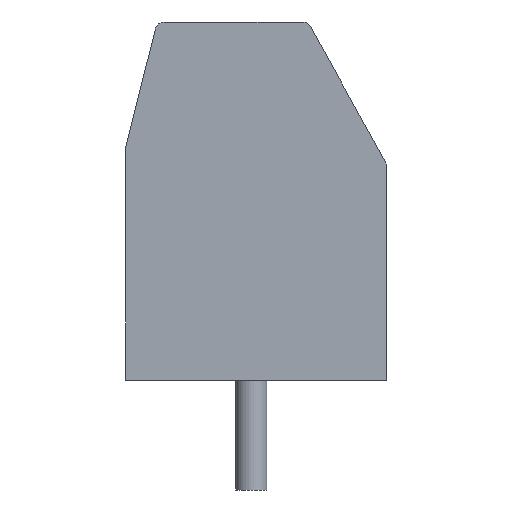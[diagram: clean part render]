
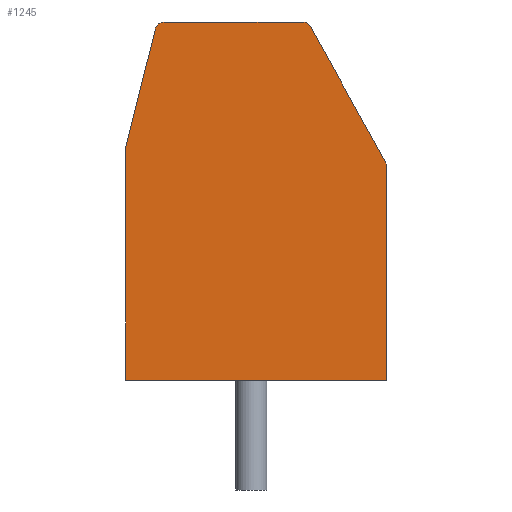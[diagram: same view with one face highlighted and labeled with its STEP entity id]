
A CAD part, left-side view. The second image highlights one B-rep face of the part: STEP entity #1245.
In plain terms, the highlighted planar face has unit normal (-1, 0, 0).
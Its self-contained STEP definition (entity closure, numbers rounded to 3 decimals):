
#94=PLANE('',#1338);
#154=FACE_OUTER_BOUND('',#229,.T.);
#229=EDGE_LOOP('',(#944,#945,#946,#947,#948,#949,#950,#951,#952,#953));
#300=LINE('',#1825,#432);
#309=LINE('',#1851,#441);
#312=LINE('',#1860,#444);
#314=LINE('',#1867,#446);
#328=LINE('',#1899,#460);
#329=LINE('',#1900,#461);
#432=VECTOR('',#1450,10.);
#441=VECTOR('',#1473,10.);
#444=VECTOR('',#1482,10.);
#446=VECTOR('',#1492,10.);
#460=VECTOR('',#1522,10.);
#461=VECTOR('',#1523,10.);
#560=CIRCLE('',#1314,0.3);
#565=CIRCLE('',#1322,0.3);
#566=CIRCLE('',#1325,0.3);
#568=CIRCLE('',#1329,0.3);
#596=VERTEX_POINT('',#1812);
#597=VERTEX_POINT('',#1813);
#601=VERTEX_POINT('',#1823);
#609=VERTEX_POINT('',#1843);
#610=VERTEX_POINT('',#1845);
#611=VERTEX_POINT('',#1849);
#612=VERTEX_POINT('',#1853);
#613=VERTEX_POINT('',#1855);
#614=VERTEX_POINT('',#1859);
#625=VERTEX_POINT('',#1898);
#708=EDGE_CURVE('',#596,#597,#560,.T.);
#714=EDGE_CURVE('',#601,#596,#300,.T.);
#724=EDGE_CURVE('',#609,#610,#565,.T.);
#727=EDGE_CURVE('',#611,#609,#309,.T.);
#729=EDGE_CURVE('',#612,#613,#566,.T.);
#731=EDGE_CURVE('',#613,#614,#312,.T.);
#734=EDGE_CURVE('',#614,#611,#568,.T.);
#735=EDGE_CURVE('',#597,#612,#314,.T.);
#750=EDGE_CURVE('',#625,#601,#328,.T.);
#751=EDGE_CURVE('',#625,#610,#329,.T.);
#944=ORIENTED_EDGE('',*,*,#708,.F.);
#945=ORIENTED_EDGE('',*,*,#714,.F.);
#946=ORIENTED_EDGE('',*,*,#750,.F.);
#947=ORIENTED_EDGE('',*,*,#751,.T.);
#948=ORIENTED_EDGE('',*,*,#724,.F.);
#949=ORIENTED_EDGE('',*,*,#727,.F.);
#950=ORIENTED_EDGE('',*,*,#734,.F.);
#951=ORIENTED_EDGE('',*,*,#731,.F.);
#952=ORIENTED_EDGE('',*,*,#729,.F.);
#953=ORIENTED_EDGE('',*,*,#735,.F.);
#1245=ADVANCED_FACE('',(#154),#94,.T.);
#1314=AXIS2_PLACEMENT_3D('',#1814,#1440,#1441);
#1322=AXIS2_PLACEMENT_3D('',#1846,#1467,#1468);
#1325=AXIS2_PLACEMENT_3D('',#1856,#1477,#1478);
#1329=AXIS2_PLACEMENT_3D('',#1865,#1488,#1489);
#1338=AXIS2_PLACEMENT_3D('',#1897,#1520,#1521);
#1440=DIRECTION('center_axis',(1.,0.,0.));
#1441=DIRECTION('ref_axis',(0.,0.122,-0.993));
#1450=DIRECTION('',(0.,1.,0.));
#1467=DIRECTION('center_axis',(1.,0.,0.));
#1468=DIRECTION('ref_axis',(0.,0.251,0.968));
#1473=DIRECTION('',(0.,-0.874,0.486));
#1477=DIRECTION('center_axis',(1.,0.,0.));
#1478=DIRECTION('ref_axis',(0.,0.788,-0.615));
#1482=DIRECTION('',(0.,0.,1.));
#1488=DIRECTION('center_axis',(1.,0.,0.));
#1489=DIRECTION('ref_axis',(0.,0.862,0.507));
#1492=DIRECTION('',(0.,0.97,0.243));
#1520=DIRECTION('center_axis',(-1.,0.,0.));
#1521=DIRECTION('ref_axis',(0.,0.,1.));
#1522=DIRECTION('',(0.,0.,-1.));
#1523=DIRECTION('',(0.,1.,0.));
#1812=CARTESIAN_POINT('',(-2.5,7.363,-4.));
#1813=CARTESIAN_POINT('',(-2.5,7.436,-3.991));
#1814=CARTESIAN_POINT('Origin',(-2.5,7.363,-3.7));
#1823=CARTESIAN_POINT('',(-2.5,0.,-4.));
#1825=CARTESIAN_POINT('',(-2.5,0.,-4.));
#1843=CARTESIAN_POINT('',(-2.5,6.968,4.262));
#1845=CARTESIAN_POINT('',(-2.5,6.822,4.3));
#1846=CARTESIAN_POINT('Origin',(-2.5,6.822,4.));
#1849=CARTESIAN_POINT('',(-2.5,11.246,1.886));
#1851=CARTESIAN_POINT('',(-2.5,7.15,4.161));
#1853=CARTESIAN_POINT('',(-2.5,11.173,-3.057));
#1855=CARTESIAN_POINT('',(-2.5,11.4,-2.766));
#1856=CARTESIAN_POINT('Origin',(-2.5,11.1,-2.766));
#1859=CARTESIAN_POINT('',(-2.5,11.4,1.623));
#1860=CARTESIAN_POINT('',(-2.5,11.4,4.3));
#1865=CARTESIAN_POINT('Origin',(-2.5,11.1,1.623));
#1867=CARTESIAN_POINT('',(-2.5,4.918,-4.621));
#1897=CARTESIAN_POINT('Origin',(-2.5,0.,-4.));
#1898=CARTESIAN_POINT('',(-2.5,0.,4.3));
#1899=CARTESIAN_POINT('',(-2.5,0.,4.3));
#1900=CARTESIAN_POINT('',(-2.5,0.,4.3));
